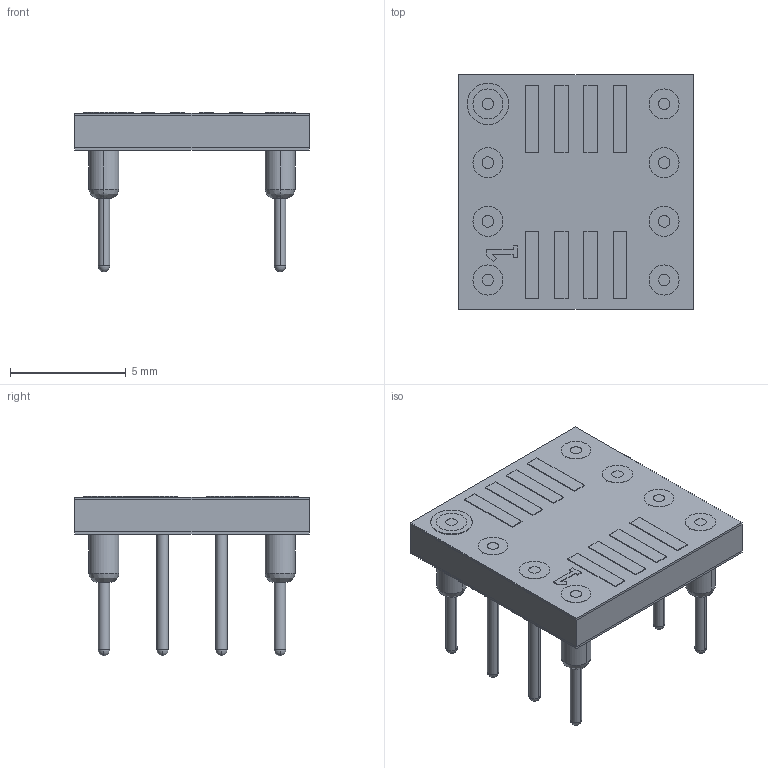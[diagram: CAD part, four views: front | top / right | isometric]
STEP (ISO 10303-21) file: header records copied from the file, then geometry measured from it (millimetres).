
FILE_DESCRIPTION((''),'2;1');
FILE_NAME('WINSLOW_W9501.stp','2012-06-21T15:09:09',(''),(''),'Mechanical Desktop 2011','Mechanical Desktop 2011',', , ');
FILE_SCHEMA(('AUTOMOTIVE_DESIGN { 1 2 10303 214 1 1 1 1 }'));
Length unit declared in the file: millimetre
Products named in the file (1): Product
Bounding box: 10.16 x 10.16 x 6.91 mm (x, y, z)
Volume: 201.2 mm3; surface area: 934.9 mm2
Topology: 33 solids, 33 shells, 197 faces, 409 edges, 262 vertices
Faces by surface type: plane 85, bspline 64, cylinder 32, sphere 16
Entity records: 5916 total; most frequent: CARTESIAN_POINT 1765, DIRECTION 829, ORIENTED_EDGE 786, EDGE_CURVE 393, AXIS2_PLACEMENT_3D 302, VERTEX_POINT 262, VECTOR 225, LINE 225
